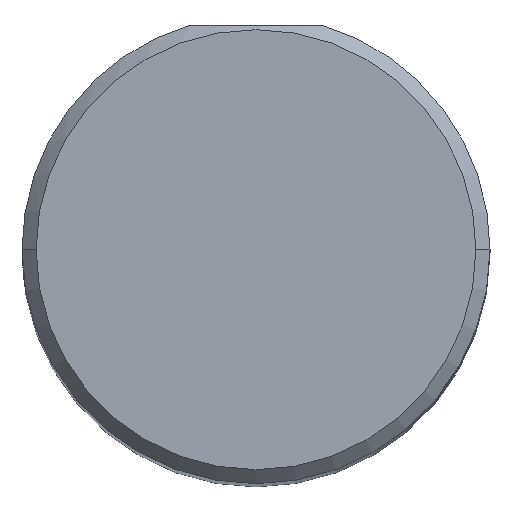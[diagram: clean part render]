
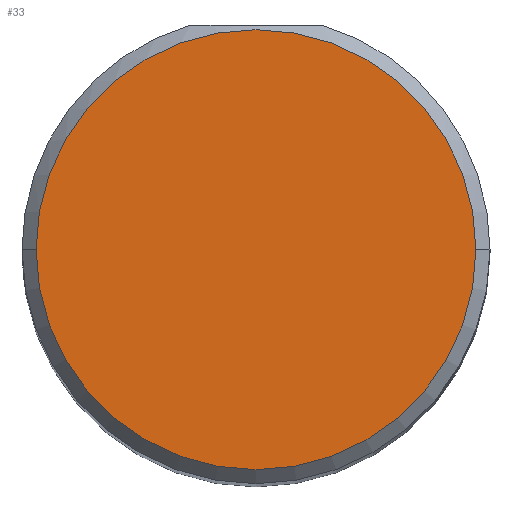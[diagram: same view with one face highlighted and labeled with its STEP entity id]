
A CAD part, top view. The second image highlights one B-rep face of the part: STEP entity #33.
In plain terms, the highlighted planar face has unit normal (0, 0, 1).
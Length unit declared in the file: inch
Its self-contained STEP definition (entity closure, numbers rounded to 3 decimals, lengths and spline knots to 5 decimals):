
#30 = CARTESIAN_POINT ( 'NONE',  ( 1.235, 0., 3. ) ) ;
#33 = ADVANCED_FACE ( 'NONE', ( #112 ), #307, .T. ) ;
#36 = ORIENTED_EDGE ( 'NONE', *, *, #468, .F. ) ;
#37 = AXIS2_PLACEMENT_3D ( 'NONE', #372, #69, #117 ) ;
#53 = DIRECTION ( 'NONE',  ( 0., 0., -1. ) ) ;
#69 = DIRECTION ( 'NONE',  ( 0., 0., -1. ) ) ;
#112 = FACE_OUTER_BOUND ( 'NONE', #358, .T. ) ;
#117 = DIRECTION ( 'NONE',  ( -1., 0., 0. ) ) ;
#132 = DIRECTION ( 'NONE',  ( -1., 0., 0. ) ) ;
#205 = CARTESIAN_POINT ( 'NONE',  ( 1., 0., 3. ) ) ;
#211 = VERTEX_POINT ( 'NONE', #438 ) ;
#307 = PLANE ( 'NONE',  #370 ) ;
#336 = CIRCLE ( 'NONE', #621, 0.235 ) ;
#358 = EDGE_LOOP ( 'NONE', ( #36, #463 ) ) ;
#370 = AXIS2_PLACEMENT_3D ( 'NONE', #373, #422, #132 ) ;
#372 = CARTESIAN_POINT ( 'NONE',  ( 1., 0., 3. ) ) ;
#373 = CARTESIAN_POINT ( 'NONE',  ( 1., 0., 3. ) ) ;
#401 = DIRECTION ( 'NONE',  ( -1., 0., 0. ) ) ;
#422 = DIRECTION ( 'NONE',  ( 0., 0., 1. ) ) ;
#438 = CARTESIAN_POINT ( 'NONE',  ( 0.765, 0., 3. ) ) ;
#448 = EDGE_CURVE ( 'NONE', #211, #486, #336, .T. ) ;
#463 = ORIENTED_EDGE ( 'NONE', *, *, #448, .F. ) ;
#468 = EDGE_CURVE ( 'NONE', #486, #211, #564, .T. ) ;
#486 = VERTEX_POINT ( 'NONE', #30 ) ;
#564 = CIRCLE ( 'NONE', #37, 0.235 ) ;
#621 = AXIS2_PLACEMENT_3D ( 'NONE', #205, #53, #401 ) ;
